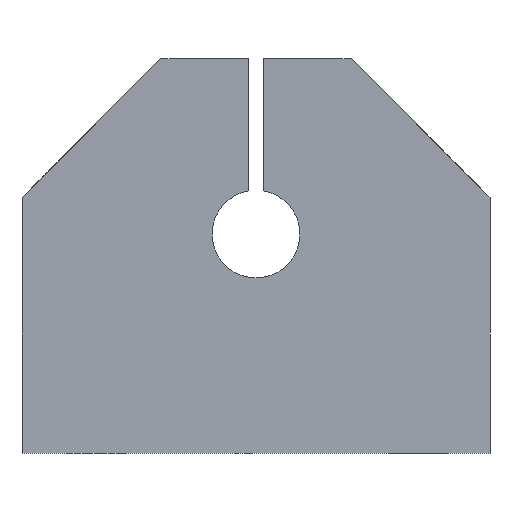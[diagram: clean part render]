
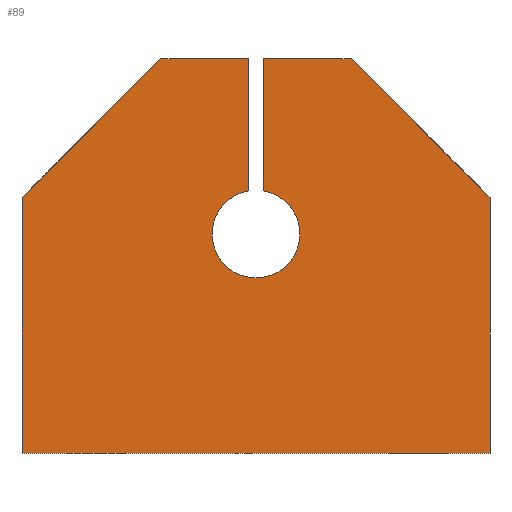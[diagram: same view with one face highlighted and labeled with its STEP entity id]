
A CAD part, front view. The second image highlights one B-rep face of the part: STEP entity #89.
In plain terms, the highlighted planar face has unit normal (0, -1, 0).
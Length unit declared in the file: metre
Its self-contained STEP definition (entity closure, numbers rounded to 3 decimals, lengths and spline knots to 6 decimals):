
#89 = ADVANCED_FACE( '', ( #191 ), #192, .F. );
#191 = FACE_OUTER_BOUND( '', #300, .T. );
#192 = PLANE( '', #301 );
#300 = EDGE_LOOP( '', ( #485, #486, #487, #488, #489, #490, #491, #492, #493, #494 ) );
#301 = AXIS2_PLACEMENT_3D( '', #495, #496, #497 );
#485 = ORIENTED_EDGE( '', *, *, #643, .T. );
#486 = ORIENTED_EDGE( '', *, *, #644, .F. );
#487 = ORIENTED_EDGE( '', *, *, #645, .F. );
#488 = ORIENTED_EDGE( '', *, *, #623, .F. );
#489 = ORIENTED_EDGE( '', *, *, #646, .F. );
#490 = ORIENTED_EDGE( '', *, *, #647, .F. );
#491 = ORIENTED_EDGE( '', *, *, #610, .F. );
#492 = ORIENTED_EDGE( '', *, *, #599, .F. );
#493 = ORIENTED_EDGE( '', *, *, #634, .T. );
#494 = ORIENTED_EDGE( '', *, *, #607, .T. );
#495 = CARTESIAN_POINT( '', ( -0.016, -0.008, 0. ) );
#496 = DIRECTION( '', ( 0., 1., 0. ) );
#497 = DIRECTION( '', ( 0., 0., 1. ) );
#599 = EDGE_CURVE( '', #705, #707, #708, .T. );
#607 = EDGE_CURVE( '', #719, #717, #720, .T. );
#610 = EDGE_CURVE( '', #707, #723, #724, .T. );
#623 = EDGE_CURVE( '', #741, #743, #744, .T. );
#634 = EDGE_CURVE( '', #705, #719, #759, .T. );
#643 = EDGE_CURVE( '', #717, #771, #772, .T. );
#644 = EDGE_CURVE( '', #773, #771, #774, .T. );
#645 = EDGE_CURVE( '', #743, #773, #775, .T. );
#646 = EDGE_CURVE( '', #776, #741, #777, .T. );
#647 = EDGE_CURVE( '', #723, #776, #778, .T. );
#705 = VERTEX_POINT( '', #856 );
#707 = VERTEX_POINT( '', #859 );
#708 = LINE( '', #860, #861 );
#717 = VERTEX_POINT( '', #874 );
#719 = VERTEX_POINT( '', #877 );
#720 = CIRCLE( '', #878, 0.003 );
#723 = VERTEX_POINT( '', #882 );
#724 = LINE( '', #883, #884 );
#741 = VERTEX_POINT( '', #966 );
#743 = VERTEX_POINT( '', #969 );
#744 = LINE( '', #970, #971 );
#759 = LINE( '', #989, #990 );
#771 = VERTEX_POINT( '', #1004 );
#772 = LINE( '', #1005, #1006 );
#773 = VERTEX_POINT( '', #1007 );
#774 = LINE( '', #1008, #1009 );
#775 = LINE( '', #1010, #1011 );
#776 = VERTEX_POINT( '', #1012 );
#777 = LINE( '', #1013, #1014 );
#778 = LINE( '', #1015, #1016 );
#856 = CARTESIAN_POINT( '', ( 0.0005, -0.008, 0.027 ) );
#859 = CARTESIAN_POINT( '', ( 0.0065, -0.008, 0.027 ) );
#860 = CARTESIAN_POINT( '', ( -0.0065, -0.008, 0.027 ) );
#861 = VECTOR( '', #1061, 1. );
#874 = CARTESIAN_POINT( '', ( -0.0005, -0.008, 0.017958 ) );
#877 = CARTESIAN_POINT( '', ( 0.0005, -0.008, 0.017958 ) );
#878 = AXIS2_PLACEMENT_3D( '', #1067, #1068, #1069 );
#882 = CARTESIAN_POINT( '', ( 0.016, -0.008, 0.0175 ) );
#883 = CARTESIAN_POINT( '', ( 0.0065, -0.008, 0.027 ) );
#884 = VECTOR( '', #1071, 1. );
#966 = CARTESIAN_POINT( '', ( -0.016, -0.008, 0. ) );
#969 = CARTESIAN_POINT( '', ( -0.016, -0.008, 0.0175 ) );
#970 = CARTESIAN_POINT( '', ( -0.016, -0.008, 0. ) );
#971 = VECTOR( '', #1087, 1. );
#989 = CARTESIAN_POINT( '', ( 0.0005, -0.008, 0.027 ) );
#990 = VECTOR( '', #1100, 1. );
#1004 = CARTESIAN_POINT( '', ( -0.0005, -0.008, 0.027 ) );
#1005 = CARTESIAN_POINT( '', ( -0.0005, -0.008, 0.015 ) );
#1006 = VECTOR( '', #1109, 1. );
#1007 = CARTESIAN_POINT( '', ( -0.0065, -0.008, 0.027 ) );
#1008 = CARTESIAN_POINT( '', ( -0.0065, -0.008, 0.027 ) );
#1009 = VECTOR( '', #1110, 1. );
#1010 = CARTESIAN_POINT( '', ( -0.016, -0.008, 0.0175 ) );
#1011 = VECTOR( '', #1111, 1. );
#1012 = CARTESIAN_POINT( '', ( 0.016, -0.008, 0. ) );
#1013 = CARTESIAN_POINT( '', ( 0.016, -0.008, 0. ) );
#1014 = VECTOR( '', #1112, 1. );
#1015 = CARTESIAN_POINT( '', ( 0.016, -0.008, 0.0175 ) );
#1016 = VECTOR( '', #1113, 1. );
#1061 = DIRECTION( '', ( 1., 0., 0. ) );
#1067 = CARTESIAN_POINT( '', ( 0., -0.008, 0.015 ) );
#1068 = DIRECTION( '', ( 0., 1., 0. ) );
#1069 = DIRECTION( '', ( 1., 0., 0. ) );
#1071 = DIRECTION( '', ( 0.707, 0., -0.707 ) );
#1087 = DIRECTION( '', ( 0., 0., 1. ) );
#1100 = DIRECTION( '', ( 0., 0., -1. ) );
#1109 = DIRECTION( '', ( 0., 0., 1. ) );
#1110 = DIRECTION( '', ( 1., 0., 0. ) );
#1111 = DIRECTION( '', ( 0.707, 0., 0.707 ) );
#1112 = DIRECTION( '', ( -1., 0., 0. ) );
#1113 = DIRECTION( '', ( 0., 0., -1. ) );
